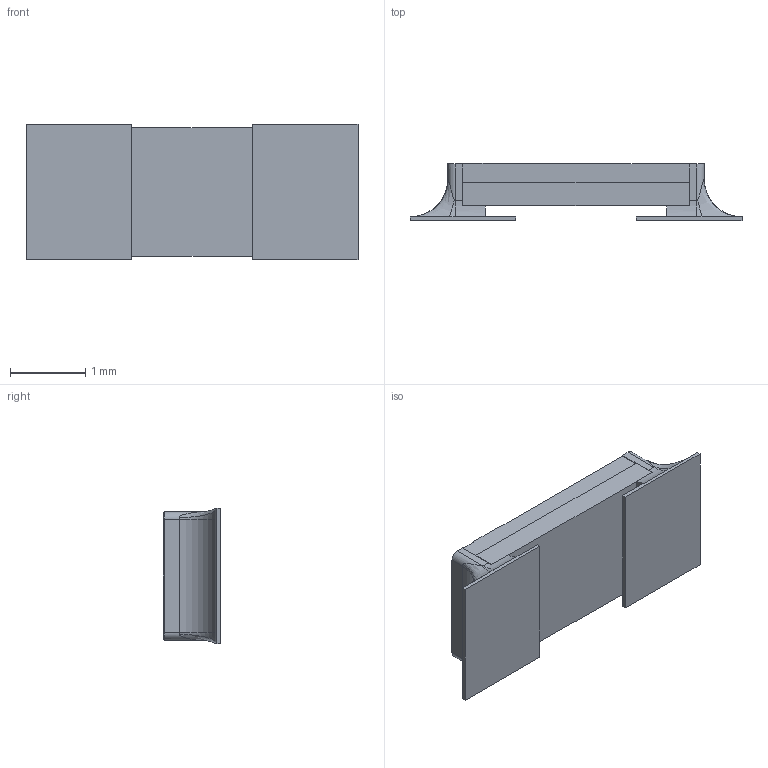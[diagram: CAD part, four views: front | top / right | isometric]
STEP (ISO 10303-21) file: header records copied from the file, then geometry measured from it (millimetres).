
FILE_DESCRIPTION (( 'STEP AP203' ), '1' );
FILE_NAME ('MICRO_DIODE CD1206-S01575.step', '2019-10-07T21:33:45', ( '' ), ( '' ), 'SwSTEP 2.0', 'SolidWorks 2017', '' );
FILE_SCHEMA (( 'CONFIG_CONTROL_DESIGN' ));
Length unit declared in the file: millimetre
Products named in the file (1): MICRO_DIODE CD1206-S01575
Bounding box: 4.4 x 0.76 x 1.8 mm (x, y, z)
Volume: 3.9 mm3; surface area: 30.8 mm2
Topology: 3 solids, 3 shells, 65 faces, 157 edges, 98 vertices
Faces by surface type: plane 43, cylinder 10, bspline 8, torus 4
Entity records: 2203 total; most frequent: CARTESIAN_POINT 670, ORIENTED_EDGE 314, DIRECTION 280, EDGE_CURVE 157, LINE 108, VECTOR 108, VERTEX_POINT 98, AXIS2_PLACEMENT_3D 86
